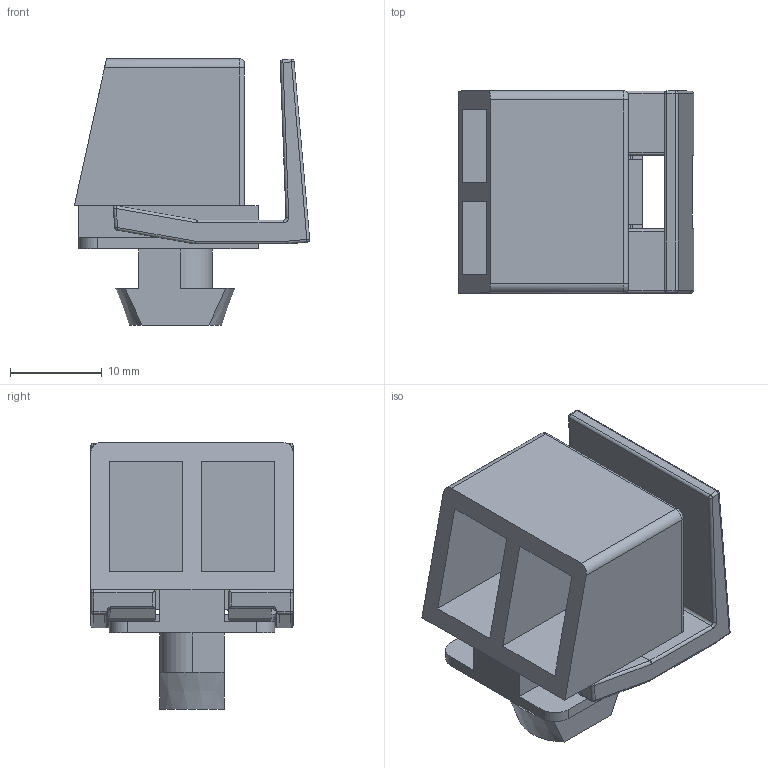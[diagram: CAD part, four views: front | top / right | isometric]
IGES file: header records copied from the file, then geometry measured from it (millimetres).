
Global section: file name: 623032.stp.ipt; native system: Autodesk Inventor 2014; preprocessor: unknown; author: zeman; date: 20151016.101913; units: millimetre
Bounding box: 25.6 x 22 x 29 mm (x, y, z)
Volume: 5895 mm3; surface area: 6009.2 mm2
Topology: 2 solids, 2 shells, 225 faces, 598 edges, 364 vertices
Faces by surface type: plane 137, cylinder 53, revolution 17, sphere 14, bspline 2, cone 2
